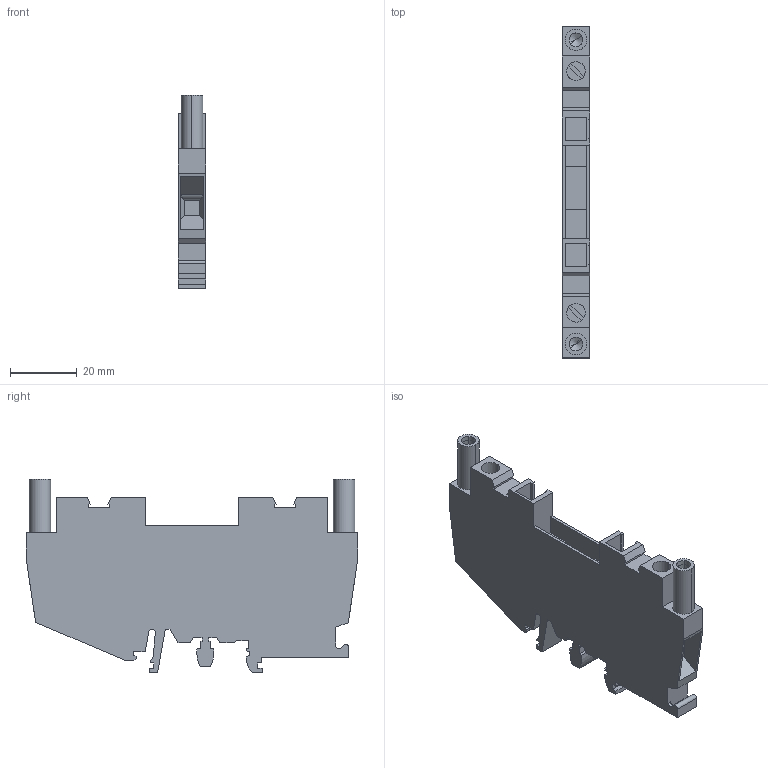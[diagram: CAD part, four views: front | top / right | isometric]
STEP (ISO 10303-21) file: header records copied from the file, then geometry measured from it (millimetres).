
FILE_DESCRIPTION(('Creo Elements/Direct Modeling STEP Export'),'2;1');
FILE_NAME('model.stp','2020-07-15T14:26:40',(''),(''),'Creo Elements/Direct Modeling STEP processor for AP214 (Solid Model)','Creo Elements/Direct Modeling 20.1A 29-Sep-2018 (C) Parametric Technology GmbH','');
FILE_SCHEMA(('AUTOMOTIVE_DESIGN { 1 0 10303 214 1 1 1 1 }'));
Length unit declared in the file: millimetre
Products named in the file (2): URTKD_SP_select
Assembly tree (1 placements, depth 2):
  URTKD_SP_select
    URTKD_SP_select
Bounding box: 8.15 x 99.4 x 57.9 mm (x, y, z)
Volume: 27630.5 mm3; surface area: 14611.7 mm2
Topology: 1 solids, 1 shells, 182 faces, 508 edges, 332 vertices
Faces by surface type: plane 154, cylinder 24, cone 4
Entity records: 6998 total; most frequent: ORIENTED_EDGE 1008, CARTESIAN_POINT 970, DIRECTION 847, EDGE_CURVE 504, VECTOR 429, LINE 429, VERTEX_POINT 332, AXIS2_PLACEMENT_3D 209
